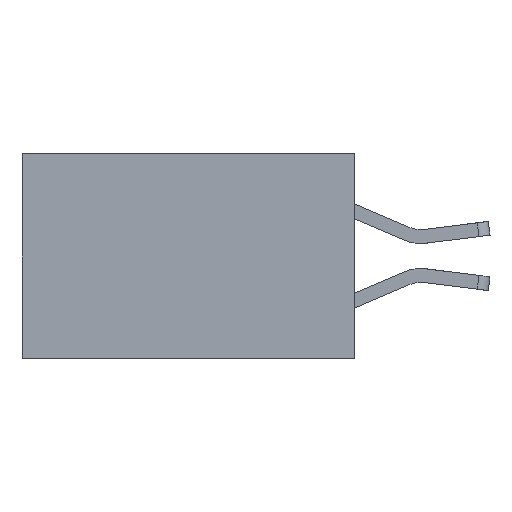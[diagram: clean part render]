
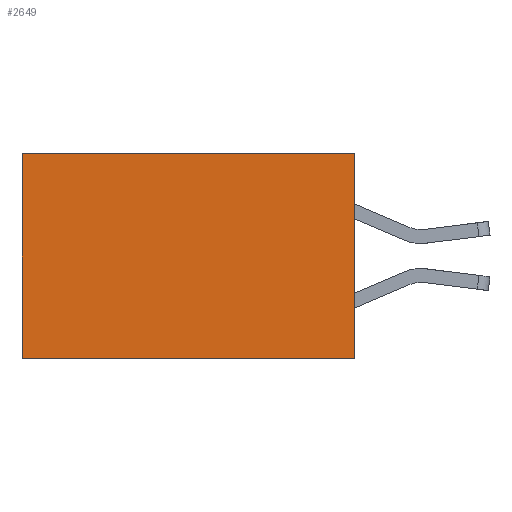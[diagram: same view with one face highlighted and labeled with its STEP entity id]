
A CAD part, left-side view. The second image highlights one B-rep face of the part: STEP entity #2649.
In plain terms, the highlighted planar face has unit normal (-1, 0, 0).
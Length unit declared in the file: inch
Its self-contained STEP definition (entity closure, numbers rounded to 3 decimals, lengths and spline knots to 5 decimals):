
#813 = ORIENTED_EDGE ( 'NONE', *, *, #5531, .T. ) ;
#1183 = EDGE_LOOP ( 'NONE', ( #813, #3205, #7697, #1495 ) ) ;
#1312 = VECTOR ( 'NONE', #5153, 39.37008 ) ;
#1379 = VERTEX_POINT ( 'NONE', #6713 ) ;
#1481 = FACE_OUTER_BOUND ( 'NONE', #1183, .T. ) ;
#1495 = ORIENTED_EDGE ( 'NONE', *, *, #5372, .T. ) ;
#1551 = LINE ( 'NONE', #8907, #1312 ) ;
#1655 = VECTOR ( 'NONE', #4445, 39.37008 ) ;
#2033 = VERTEX_POINT ( 'NONE', #4924 ) ;
#2649 = ADVANCED_FACE ( 'NONE', ( #1481 ), #11476, .F. ) ;
#2980 = CARTESIAN_POINT ( 'NONE',  ( 0.2615, 0., 0. ) ) ;
#3205 = ORIENTED_EDGE ( 'NONE', *, *, #7378, .F. ) ;
#3365 = DIRECTION ( 'NONE',  ( 1., 0., 0. ) ) ;
#3475 = DIRECTION ( 'NONE',  ( 0., 0., -1. ) ) ;
#4445 = DIRECTION ( 'NONE',  ( 0., 0., -1. ) ) ;
#4924 = CARTESIAN_POINT ( 'NONE',  ( 0.2615, 0.6, 0. ) ) ;
#5108 = VECTOR ( 'NONE', #9028, 39.37008 ) ;
#5153 = DIRECTION ( 'NONE',  ( 0., 1., 0. ) ) ;
#5372 = EDGE_CURVE ( 'NONE', #9877, #2033, #7760, .T. ) ;
#5531 = EDGE_CURVE ( 'NONE', #2033, #1379, #10718, .T. ) ;
#5562 = VERTEX_POINT ( 'NONE', #11112 ) ;
#6238 = CARTESIAN_POINT ( 'NONE',  ( 0.2615, 0.6, -0.37 ) ) ;
#6713 = CARTESIAN_POINT ( 'NONE',  ( 0.2615, 0.6, -0.37 ) ) ;
#6983 = CARTESIAN_POINT ( 'NONE',  ( 0.2615, 0., -0.37 ) ) ;
#7042 = DIRECTION ( 'NONE',  ( 0., 0., -1. ) ) ;
#7378 = EDGE_CURVE ( 'NONE', #5562, #1379, #1551, .T. ) ;
#7697 = ORIENTED_EDGE ( 'NONE', *, *, #9132, .F. ) ;
#7760 = LINE ( 'NONE', #11382, #5108 ) ;
#8907 = CARTESIAN_POINT ( 'NONE',  ( 0.2615, 0., -0.37 ) ) ;
#9028 = DIRECTION ( 'NONE',  ( 0., 1., 0. ) ) ;
#9132 = EDGE_CURVE ( 'NONE', #9877, #5562, #10639, .T. ) ;
#9615 = CARTESIAN_POINT ( 'NONE',  ( 0.2615, 0., -0.37 ) ) ;
#9831 = VECTOR ( 'NONE', #3475, 39.37008 ) ;
#9877 = VERTEX_POINT ( 'NONE', #2980 ) ;
#10639 = LINE ( 'NONE', #9615, #9831 ) ;
#10718 = LINE ( 'NONE', #6238, #1655 ) ;
#11112 = CARTESIAN_POINT ( 'NONE',  ( 0.2615, 0., -0.37 ) ) ;
#11291 = AXIS2_PLACEMENT_3D ( 'NONE', #6983, #3365, #7042 ) ;
#11382 = CARTESIAN_POINT ( 'NONE',  ( 0.2615, 0., 0. ) ) ;
#11476 = PLANE ( 'NONE',  #11291 ) ;
